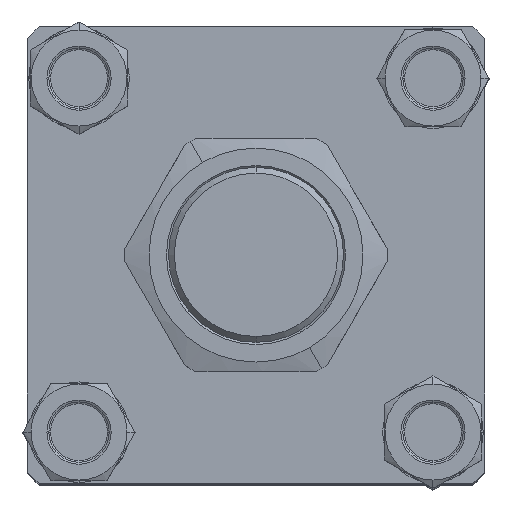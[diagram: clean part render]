
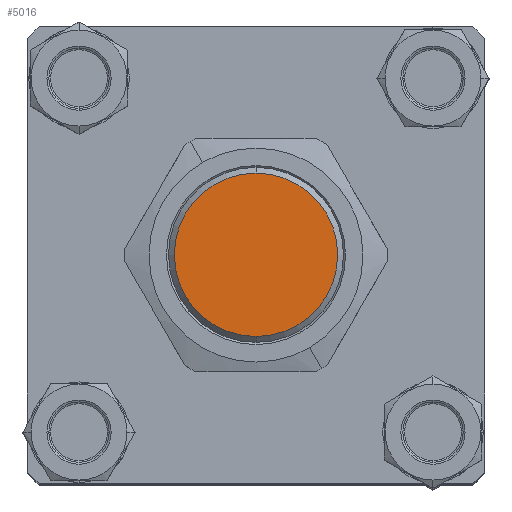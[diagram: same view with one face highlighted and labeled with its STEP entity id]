
A CAD part, top view. The second image highlights one B-rep face of the part: STEP entity #5016.
In plain terms, the highlighted planar face has unit normal (0, 0, 1).
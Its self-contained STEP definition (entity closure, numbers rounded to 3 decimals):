
#955 = EDGE_CURVE ( 'NONE', #3681, #3579, #7825, .T. ) ;
#1273 = ORIENTED_EDGE ( 'NONE', *, *, #955, .T. ) ;
#1274 = ORIENTED_EDGE ( 'NONE', *, *, #8078, .T. ) ;
#1959 = AXIS2_PLACEMENT_3D ( 'NONE', #5958, #5938, #5960 ) ;
#3579 = VERTEX_POINT ( 'NONE', #4534 ) ;
#3681 = VERTEX_POINT ( 'NONE', #4476 ) ;
#4476 = CARTESIAN_POINT ( 'NONE',  ( -42., 0., 435. ) ) ;
#4534 = CARTESIAN_POINT ( 'NONE',  ( 42., 0., 435. ) ) ;
#4700 = DIRECTION ( 'NONE',  ( 1., 0., 0. ) ) ;
#4709 = CARTESIAN_POINT ( 'NONE',  ( 0., 0., 435. ) ) ;
#4710 = DIRECTION ( 'NONE',  ( 0., 0., 1. ) ) ;
#5016 = ADVANCED_FACE ( 'NONE', ( #5715 ), #5925, .T. ) ;
#5715 = FACE_OUTER_BOUND ( 'NONE', #7190, .T. ) ;
#5925 = PLANE ( 'NONE',  #1959 ) ;
#5938 = DIRECTION ( 'NONE',  ( 0., 0., 1. ) ) ;
#5958 = CARTESIAN_POINT ( 'NONE',  ( 0., 0., 435. ) ) ;
#5960 = DIRECTION ( 'NONE',  ( 1., 0., 0. ) ) ;
#6393 = AXIS2_PLACEMENT_3D ( 'NONE', #4709, #4710, #4700 ) ;
#7190 = EDGE_LOOP ( 'NONE', ( #1273, #1274 ) ) ;
#7825 = CIRCLE ( 'NONE', #8433, 42. ) ;
#8078 = EDGE_CURVE ( 'NONE', #3579, #3681, #8698, .T. ) ;
#8304 = DIRECTION ( 'NONE',  ( 0., 0., 1. ) ) ;
#8384 = CARTESIAN_POINT ( 'NONE',  ( 0., 0., 435. ) ) ;
#8405 = DIRECTION ( 'NONE',  ( 1., 0., 0. ) ) ;
#8433 = AXIS2_PLACEMENT_3D ( 'NONE', #8384, #8304, #8405 ) ;
#8698 = CIRCLE ( 'NONE', #6393, 42. ) ;
